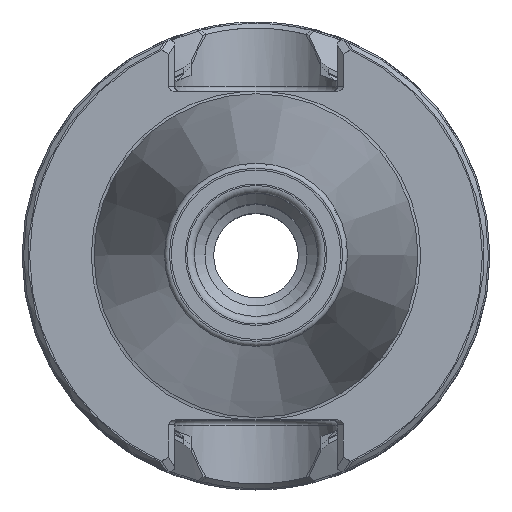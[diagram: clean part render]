
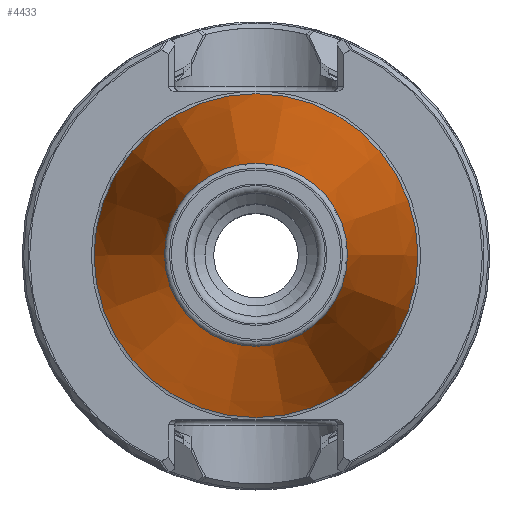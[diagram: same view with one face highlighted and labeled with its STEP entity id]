
A CAD part, top view. The second image highlights one B-rep face of the part: STEP entity #4433.
In plain terms, the highlighted conical face has half-angle 8.297 degrees and reference radius 9.058 mm.
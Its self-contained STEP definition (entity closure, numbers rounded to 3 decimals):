
#489=CONICAL_SURFACE('',#4758,9.058,0.145);
#1047=ORIENTED_EDGE('',*,*,#1656,.T.);
#1048=ORIENTED_EDGE('',*,*,#1655,.F.);
#1655=EDGE_CURVE('',#2018,#2018,#2239,.T.);
#1656=EDGE_CURVE('',#2019,#2019,#2240,.T.);
#2018=VERTEX_POINT('',#6593);
#2019=VERTEX_POINT('',#6596);
#2239=CIRCLE('',#4757,9.058);
#2240=CIRCLE('',#4759,16.025);
#2476=EDGE_LOOP('',(#1047));
#2477=EDGE_LOOP('',(#1048));
#2758=FACE_BOUND('',#2476,.T.);
#2759=FACE_BOUND('',#2477,.T.);
#4433=ADVANCED_FACE('',(#2758,#2759),#489,.T.);
#4757=AXIS2_PLACEMENT_3D('',#6592,#5429,#5430);
#4758=AXIS2_PLACEMENT_3D('',#6594,#5431,#5432);
#4759=AXIS2_PLACEMENT_3D('',#6595,#5433,#5434);
#5429=DIRECTION('',(0.,0.,1.));
#5430=DIRECTION('',(1.,0.,0.));
#5431=DIRECTION('',(0.,0.,-1.));
#5432=DIRECTION('',(-1.,0.,0.));
#5433=DIRECTION('',(0.,0.,1.));
#5434=DIRECTION('',(1.,0.,0.));
#6592=CARTESIAN_POINT('',(0.,0.,48.172));
#6593=CARTESIAN_POINT('',(9.058,0.,48.172));
#6594=CARTESIAN_POINT('',(0.,0.,48.172));
#6595=CARTESIAN_POINT('',(0.,0.,0.4));
#6596=CARTESIAN_POINT('',(16.025,0.,0.4));
